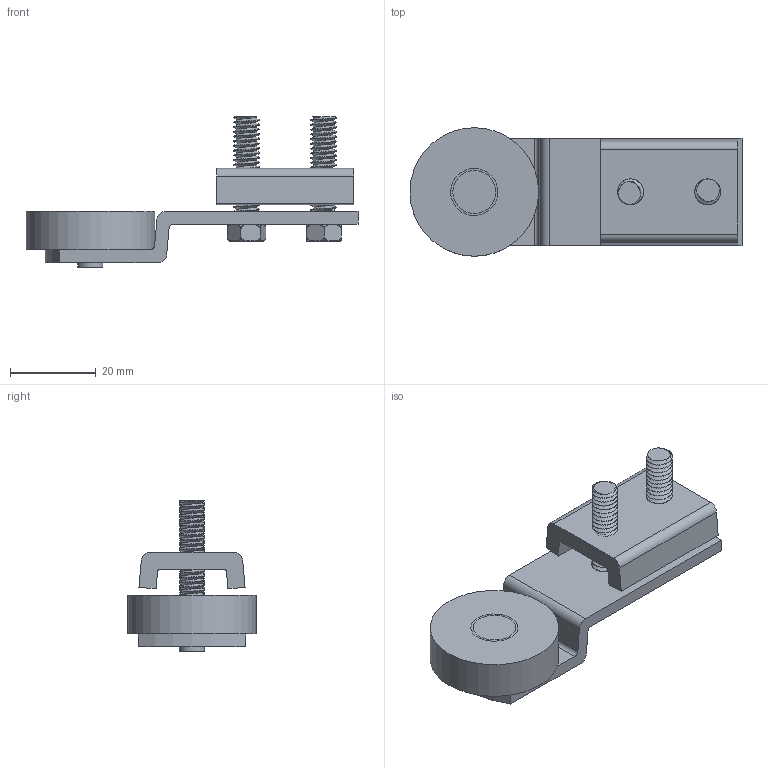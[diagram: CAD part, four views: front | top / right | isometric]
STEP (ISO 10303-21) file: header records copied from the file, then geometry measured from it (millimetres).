
FILE_DESCRIPTION(/* description */ (''),/* implementation_level */ '2;1');
FILE_NAME(/* name */ '1098.stp',/* time_stamp */ '2017-08-24T14:24:59+02:00',/* author */ ('Lionel'),/* organization */ (''),/* preprocessor_version */ 'ST-DEVELOPER v16.5',/* originating_system */ 'Autodesk Inventor 2017',/* authorisation */ '');
FILE_SCHEMA (('AUTOMOTIVE_DESIGN { 1 0 10303 214 3 1 1 }'));
Length unit declared in the file: millimetre
Products named in the file (6): 1098; 15302; 15303; 14086; 04510 Vis M6; 14085MONT
Assembly tree (6 placements, depth 2):
  1098
    15302
    15303
    14086
    04510 Vis M6  x2
    14085MONT
Bounding box: 77.46 x 30 x 35 mm (x, y, z)
Volume: 17775.8 mm3; surface area: 12050.6 mm2
Topology: 6 solids, 6 shells, 72 faces, 168 edges, 111 vertices
Faces by surface type: plane 44, cylinder 20, bspline 4, torus 4
Full cylindrical faces by diameter (mm): 4.917 x2, 5.9 x1, 6.2 x1, 6.5 x2, 10 x1, 11 x1, 30 x1
Entity records: 4340 total; most frequent: CARTESIAN_POINT 2873, DIRECTION 277, ORIENTED_EDGE 240, EDGE_CURVE 120, AXIS2_PLACEMENT_3D 107, VERTEX_POINT 86, EDGE_LOOP 82, LINE 63
